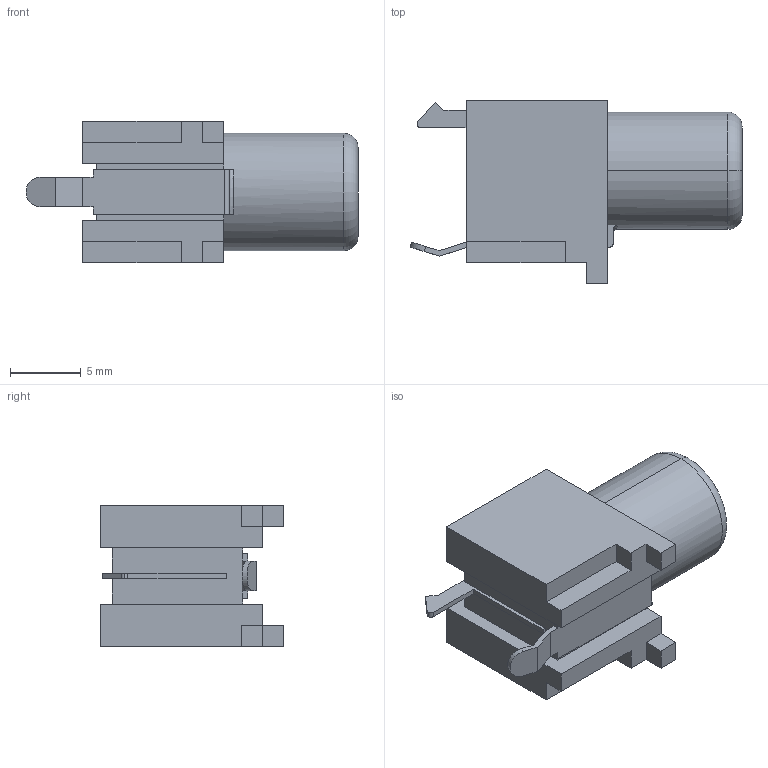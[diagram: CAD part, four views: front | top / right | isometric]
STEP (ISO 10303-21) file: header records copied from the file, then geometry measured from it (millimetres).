
FILE_DESCRIPTION (( 'STEP AP214' ), '1' );
FILE_NAME ('CUI_DEVICES_RCJ-055.step', '2019-10-21T00:06:23', ( '' ), ( '' ), 'SwSTEP 2.0', 'SolidWorks 2019', '' );
FILE_SCHEMA (( 'AUTOMOTIVE_DESIGN' ));
Length unit declared in the file: inch
Products named in the file (1): CUI_DEVICES_RCJ-055
Bounding box: 23.5 x 13 x 10 mm (x, y, z)
Volume: 1436.4 mm3; surface area: 1104.5 mm2
Topology: 1 solids, 1 shells, 66 faces, 181 edges, 119 vertices
Faces by surface type: plane 53, cylinder 10, torus 3
Entity records: 2561 total; most frequent: CARTESIAN_POINT 377, ORIENTED_EDGE 362, DIRECTION 341, EDGE_CURVE 181, VECTOR 151, LINE 151, VERTEX_POINT 119, AXIS2_PLACEMENT_3D 95
